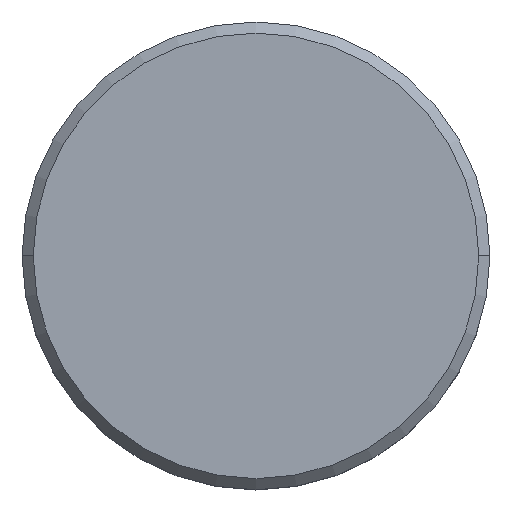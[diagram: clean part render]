
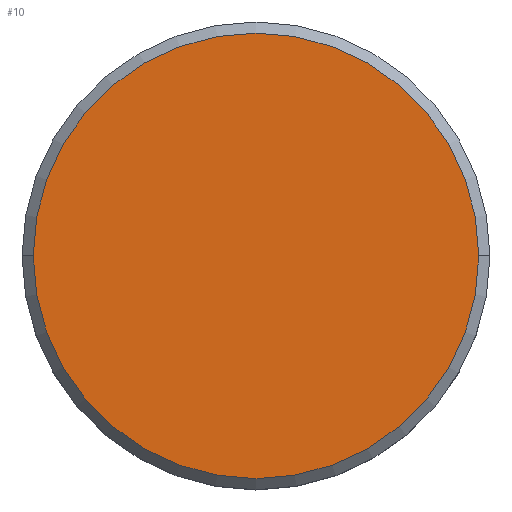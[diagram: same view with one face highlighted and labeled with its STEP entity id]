
A CAD part, top view. The second image highlights one B-rep face of the part: STEP entity #10.
In plain terms, the highlighted planar face has unit normal (0, 0, 1).
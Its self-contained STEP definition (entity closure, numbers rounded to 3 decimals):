
#10 = ADVANCED_FACE ( 'NONE', ( #503 ), #215, .T. ) ;
#27 = AXIS2_PLACEMENT_3D ( 'NONE', #115, #295, #483 ) ;
#28 = CARTESIAN_POINT ( 'NONE',  ( -10., 0., 0. ) ) ;
#44 = CIRCLE ( 'NONE', #27, 10. ) ;
#88 = CARTESIAN_POINT ( 'NONE',  ( 10., 0., 0. ) ) ;
#89 = EDGE_LOOP ( 'NONE', ( #208, #246 ) ) ;
#113 = DIRECTION ( 'NONE',  ( 0., 0., 1. ) ) ;
#115 = CARTESIAN_POINT ( 'NONE',  ( 0., 0., 0. ) ) ;
#131 = CIRCLE ( 'NONE', #216, 10. ) ;
#158 = VERTEX_POINT ( 'NONE', #88 ) ;
#180 = DIRECTION ( 'NONE',  ( 0., 0., 1. ) ) ;
#208 = ORIENTED_EDGE ( 'NONE', *, *, #554, .T. ) ;
#215 = PLANE ( 'NONE',  #388 ) ;
#216 = AXIS2_PLACEMENT_3D ( 'NONE', #526, #113, #480 ) ;
#224 = VERTEX_POINT ( 'NONE', #28 ) ;
#246 = ORIENTED_EDGE ( 'NONE', *, *, #585, .T. ) ;
#295 = DIRECTION ( 'NONE',  ( 0., 0., 1. ) ) ;
#304 = DIRECTION ( 'NONE',  ( 1., 0., 0. ) ) ;
#388 = AXIS2_PLACEMENT_3D ( 'NONE', #534, #180, #304 ) ;
#480 = DIRECTION ( 'NONE',  ( 1., 0., 0. ) ) ;
#483 = DIRECTION ( 'NONE',  ( 1., 0., 0. ) ) ;
#503 = FACE_OUTER_BOUND ( 'NONE', #89, .T. ) ;
#526 = CARTESIAN_POINT ( 'NONE',  ( 0., 0., 0. ) ) ;
#534 = CARTESIAN_POINT ( 'NONE',  ( 0., 0., 0. ) ) ;
#554 = EDGE_CURVE ( 'NONE', #224, #158, #131, .T. ) ;
#585 = EDGE_CURVE ( 'NONE', #158, #224, #44, .T. ) ;
